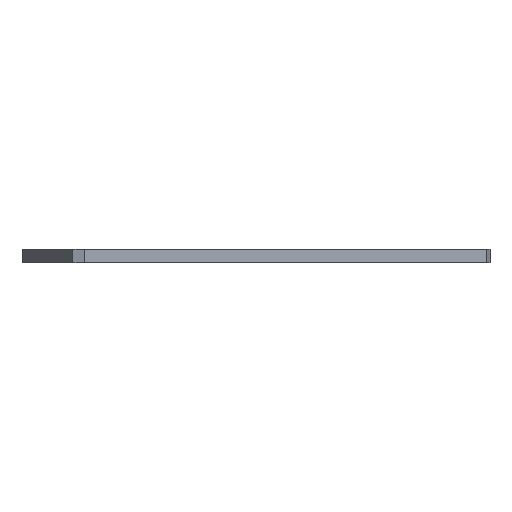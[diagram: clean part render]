
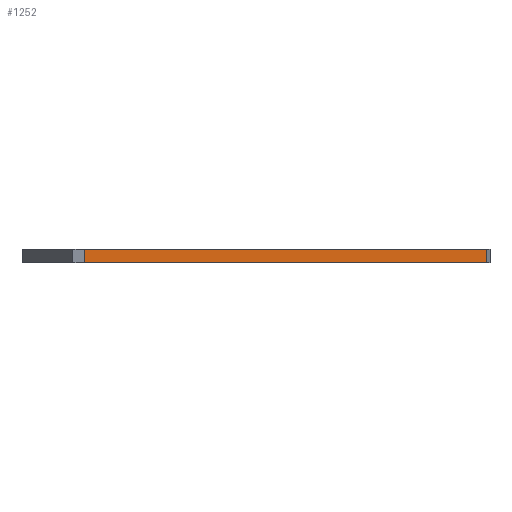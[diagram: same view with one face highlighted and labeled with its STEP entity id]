
A CAD part, left-side view. The second image highlights one B-rep face of the part: STEP entity #1252.
In plain terms, the highlighted planar face has unit normal (-1, 0, 0).
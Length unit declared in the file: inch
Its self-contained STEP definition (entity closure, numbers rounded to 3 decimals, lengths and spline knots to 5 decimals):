
#5 = DIRECTION ( 'NONE',  ( 0., 0., 1. ) ) ;
#46 = LINE ( 'NONE', #638, #1286 ) ;
#111 = CARTESIAN_POINT ( 'NONE',  ( -0.495, 0.03796, 0.09 ) ) ;
#198 = LINE ( 'NONE', #511, #212 ) ;
#205 = FACE_OUTER_BOUND ( 'NONE', #1171, .T. ) ;
#212 = VECTOR ( 'NONE', #420, 39.37008 ) ;
#225 = DIRECTION ( 'NONE',  ( 0., 1., 0. ) ) ;
#287 = VECTOR ( 'NONE', #1228, 39.37008 ) ;
#293 = EDGE_CURVE ( 'NONE', #562, #761, #1258, .T. ) ;
#319 = EDGE_CURVE ( 'NONE', #761, #1126, #198, .T. ) ;
#382 = CARTESIAN_POINT ( 'NONE',  ( -0.495, 0.03796, 0. ) ) ;
#400 = CARTESIAN_POINT ( 'NONE',  ( -0.495, -2.728, 0. ) ) ;
#420 = DIRECTION ( 'NONE',  ( 0., -1., 0. ) ) ;
#451 = DIRECTION ( 'NONE',  ( 0., 0., 1. ) ) ;
#471 = VECTOR ( 'NONE', #5, 39.37008 ) ;
#494 = AXIS2_PLACEMENT_3D ( 'NONE', #1163, #927, #225 ) ;
#511 = CARTESIAN_POINT ( 'NONE',  ( -0.495, -2.75, 0.09 ) ) ;
#562 = VERTEX_POINT ( 'NONE', #382 ) ;
#628 = PLANE ( 'NONE',  #494 ) ;
#634 = CARTESIAN_POINT ( 'NONE',  ( -0.495, 0.03796, 0.09 ) ) ;
#638 = CARTESIAN_POINT ( 'NONE',  ( -0.495, -2.728, 0. ) ) ;
#639 = LINE ( 'NONE', #801, #287 ) ;
#705 = CARTESIAN_POINT ( 'NONE',  ( -0.495, -2.728, 0.09 ) ) ;
#761 = VERTEX_POINT ( 'NONE', #634 ) ;
#801 = CARTESIAN_POINT ( 'NONE',  ( -0.495, -0.94632, 0. ) ) ;
#826 = EDGE_CURVE ( 'NONE', #562, #1138, #639, .T. ) ;
#927 = DIRECTION ( 'NONE',  ( 1., 0., 0. ) ) ;
#937 = ORIENTED_EDGE ( 'NONE', *, *, #319, .F. ) ;
#1020 = ORIENTED_EDGE ( 'NONE', *, *, #293, .F. ) ;
#1071 = ORIENTED_EDGE ( 'NONE', *, *, #1344, .T. ) ;
#1126 = VERTEX_POINT ( 'NONE', #705 ) ;
#1131 = ORIENTED_EDGE ( 'NONE', *, *, #826, .T. ) ;
#1138 = VERTEX_POINT ( 'NONE', #400 ) ;
#1163 = CARTESIAN_POINT ( 'NONE',  ( -0.495, -2.75, 0.09 ) ) ;
#1171 = EDGE_LOOP ( 'NONE', ( #1071, #937, #1020, #1131 ) ) ;
#1228 = DIRECTION ( 'NONE',  ( 0., -1., 0. ) ) ;
#1252 = ADVANCED_FACE ( 'NONE', ( #205 ), #628, .F. ) ;
#1258 = LINE ( 'NONE', #111, #471 ) ;
#1286 = VECTOR ( 'NONE', #451, 39.37008 ) ;
#1344 = EDGE_CURVE ( 'NONE', #1138, #1126, #46, .T. ) ;
